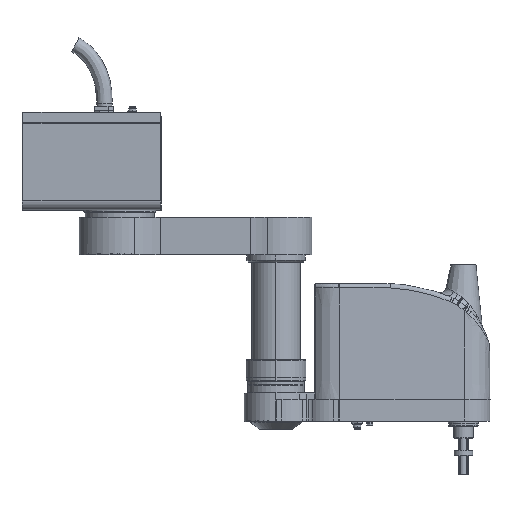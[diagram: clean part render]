
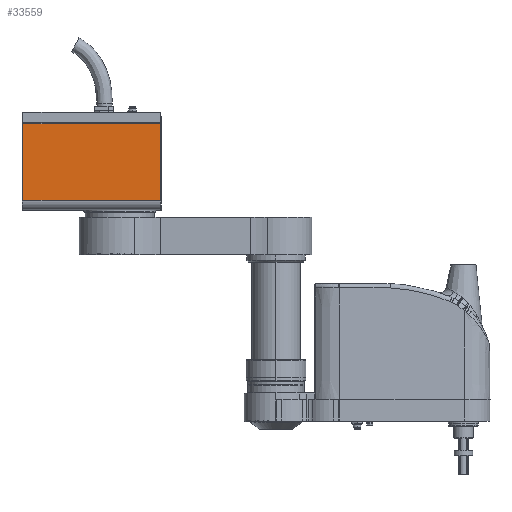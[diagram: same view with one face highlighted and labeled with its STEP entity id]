
A CAD part, top view. The second image highlights one B-rep face of the part: STEP entity #33559.
In plain terms, the highlighted face is planar.
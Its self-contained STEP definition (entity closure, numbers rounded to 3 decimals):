
#831 = VERTEX_POINT ( 'NONE', #14858 ) ;
#1117 = CARTESIAN_POINT ( 'NONE',  ( -85., -2., 0. ) ) ;
#3076 = AXIS2_PLACEMENT_3D ( 'NONE', #49318, #6169, #37961 ) ;
#5584 = FACE_OUTER_BOUND ( 'NONE', #50563, .T. ) ;
#5926 = CARTESIAN_POINT ( 'NONE',  ( -85., -125., 0. ) ) ;
#5973 = CARTESIAN_POINT ( 'NONE',  ( -85., -140., 0. ) ) ;
#6169 = DIRECTION ( 'NONE',  ( 1., 0., 0. ) ) ;
#10035 = ORIENTED_EDGE ( 'NONE', *, *, #32975, .F. ) ;
#10365 = ORIENTED_EDGE ( 'NONE', *, *, #35286, .F. ) ;
#11349 = VERTEX_POINT ( 'NONE', #43415 ) ;
#14288 = VECTOR ( 'NONE', #48386, 1000. ) ;
#14372 = ORIENTED_EDGE ( 'NONE', *, *, #44888, .F. ) ;
#14858 = CARTESIAN_POINT ( 'NONE',  ( -85., -125., -220. ) ) ;
#15050 = CARTESIAN_POINT ( 'NONE',  ( -85., -125., -220. ) ) ;
#20240 = VECTOR ( 'NONE', #43780, 1000. ) ;
#25202 = LINE ( 'NONE', #52534, #14288 ) ;
#26308 = CARTESIAN_POINT ( 'NONE',  ( -85., -2., -220. ) ) ;
#27878 = PLANE ( 'NONE',  #3076 ) ;
#29180 = VECTOR ( 'NONE', #31461, 1000. ) ;
#30560 = EDGE_CURVE ( 'NONE', #831, #11349, #25202, .T. ) ;
#31461 = DIRECTION ( 'NONE',  ( 0., -1., 0. ) ) ;
#32975 = EDGE_CURVE ( 'NONE', #11349, #40839, #38919, .T. ) ;
#33253 = VERTEX_POINT ( 'NONE', #5926 ) ;
#33559 = ADVANCED_FACE ( 'NONE', ( #5584 ), #27878, .F. ) ;
#35286 = EDGE_CURVE ( 'NONE', #33253, #831, #38136, .T. ) ;
#37961 = DIRECTION ( 'NONE',  ( 0., -1., 0. ) ) ;
#38136 = LINE ( 'NONE', #15050, #20240 ) ;
#38919 = LINE ( 'NONE', #26308, #48698 ) ;
#40839 = VERTEX_POINT ( 'NONE', #1117 ) ;
#42653 = DIRECTION ( 'NONE',  ( 0., 0., 1. ) ) ;
#43415 = CARTESIAN_POINT ( 'NONE',  ( -85., -2., -220. ) ) ;
#43780 = DIRECTION ( 'NONE',  ( 0., 0., -1. ) ) ;
#44579 = ORIENTED_EDGE ( 'NONE', *, *, #30560, .F. ) ;
#44888 = EDGE_CURVE ( 'NONE', #40839, #33253, #51125, .T. ) ;
#48386 = DIRECTION ( 'NONE',  ( 0., 1., 0. ) ) ;
#48698 = VECTOR ( 'NONE', #42653, 1000. ) ;
#49318 = CARTESIAN_POINT ( 'NONE',  ( -85., -140., -220. ) ) ;
#50563 = EDGE_LOOP ( 'NONE', ( #44579, #10365, #14372, #10035 ) ) ;
#51125 = LINE ( 'NONE', #5973, #29180 ) ;
#52534 = CARTESIAN_POINT ( 'NONE',  ( -85., -140., -220. ) ) ;
